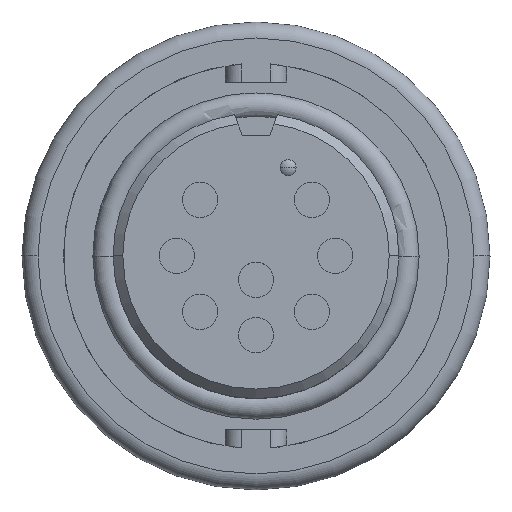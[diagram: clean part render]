
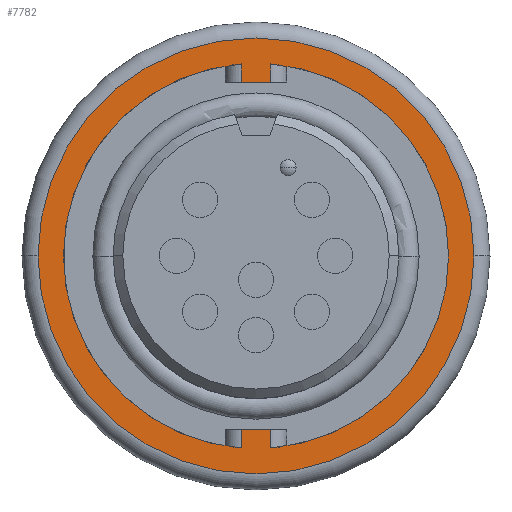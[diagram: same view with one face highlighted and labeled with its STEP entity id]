
A CAD part, top view. The second image highlights one B-rep face of the part: STEP entity #7782.
In plain terms, the highlighted planar face has unit normal (0, 0, 1).
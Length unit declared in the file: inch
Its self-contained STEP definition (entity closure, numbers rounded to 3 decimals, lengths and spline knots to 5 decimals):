
#36 = DIRECTION ( 'NONE',  ( 0., 0., 1. ) ) ;
#54 = PLANE ( 'NONE',  #9335 ) ;
#333 = FACE_BOUND ( 'NONE', #12153, .T. ) ;
#556 = ORIENTED_EDGE ( 'NONE', *, *, #10377, .F. ) ;
#614 = CIRCLE ( 'NONE', #3632, 0.36 ) ;
#649 = CARTESIAN_POINT ( 'NONE',  ( 0.4075, 0., -0.12776 ) ) ;
#667 = DIRECTION ( 'NONE',  ( 1., 0., 0. ) ) ;
#690 = CARTESIAN_POINT ( 'NONE',  ( 0.0275, -0.325, -0.12776 ) ) ;
#759 = DIRECTION ( 'NONE',  ( 0., 1., 0. ) ) ;
#777 = CIRCLE ( 'NONE', #8757, 0.36 ) ;
#942 = DIRECTION ( 'NONE',  ( 0., -1., 0. ) ) ;
#972 = EDGE_CURVE ( 'NONE', #12950, #3941, #8789, .T. ) ;
#1058 = DIRECTION ( 'NONE',  ( 0., 0., 1. ) ) ;
#1060 = VERTEX_POINT ( 'NONE', #4843 ) ;
#1238 = VECTOR ( 'NONE', #3978, 39.37008 ) ;
#1406 = ORIENTED_EDGE ( 'NONE', *, *, #6723, .T. ) ;
#1552 = LINE ( 'NONE', #12975, #1238 ) ;
#1643 = VERTEX_POINT ( 'NONE', #5249 ) ;
#1693 = CARTESIAN_POINT ( 'NONE',  ( -0.0275, 0.375, -0.12776 ) ) ;
#1821 = VECTOR ( 'NONE', #4380, 39.37008 ) ;
#2136 = DIRECTION ( 'NONE',  ( 0., 0., 1. ) ) ;
#2149 = VERTEX_POINT ( 'NONE', #4799 ) ;
#2664 = VERTEX_POINT ( 'NONE', #9616 ) ;
#2732 = CARTESIAN_POINT ( 'NONE',  ( -0.0275, -0.375, -0.12776 ) ) ;
#3030 = ORIENTED_EDGE ( 'NONE', *, *, #972, .T. ) ;
#3128 = CARTESIAN_POINT ( 'NONE',  ( 0., 0., -0.12776 ) ) ;
#3333 = EDGE_CURVE ( 'NONE', #9251, #1643, #614, .T. ) ;
#3632 = AXIS2_PLACEMENT_3D ( 'NONE', #8138, #2136, #9162 ) ;
#3768 = VECTOR ( 'NONE', #759, 39.37008 ) ;
#3941 = VERTEX_POINT ( 'NONE', #5607 ) ;
#3978 = DIRECTION ( 'NONE',  ( 1., 0., 0. ) ) ;
#4039 = ORIENTED_EDGE ( 'NONE', *, *, #3333, .F. ) ;
#4052 = DIRECTION ( 'NONE',  ( 0., 1., 0. ) ) ;
#4125 = DIRECTION ( 'NONE',  ( 1., 0., 0. ) ) ;
#4380 = DIRECTION ( 'NONE',  ( -1., 0., 0. ) ) ;
#4392 = VERTEX_POINT ( 'NONE', #8322 ) ;
#4694 = AXIS2_PLACEMENT_3D ( 'NONE', #12654, #6672, #667 ) ;
#4799 = CARTESIAN_POINT ( 'NONE',  ( -0.0275, 0.35895, -0.12776 ) ) ;
#4843 = CARTESIAN_POINT ( 'NONE',  ( -0.0275, 0.325, -0.12776 ) ) ;
#4950 = DIRECTION ( 'NONE',  ( 0., 0., 1. ) ) ;
#5072 = DIRECTION ( 'NONE',  ( 0., -1., 0. ) ) ;
#5131 = CARTESIAN_POINT ( 'NONE',  ( 0.0275, -0.35895, -0.12776 ) ) ;
#5249 = CARTESIAN_POINT ( 'NONE',  ( 0.36, 0., -0.12776 ) ) ;
#5607 = CARTESIAN_POINT ( 'NONE',  ( -0.4075, 0., -0.12776 ) ) ;
#5869 = ORIENTED_EDGE ( 'NONE', *, *, #11793, .F. ) ;
#5957 = FACE_OUTER_BOUND ( 'NONE', #7946, .T. ) ;
#6018 = CARTESIAN_POINT ( 'NONE',  ( 0., 0., -0.12776 ) ) ;
#6024 = CARTESIAN_POINT ( 'NONE',  ( 0.0275, 0.375, -0.12776 ) ) ;
#6029 = VECTOR ( 'NONE', #942, 39.37008 ) ;
#6048 = CARTESIAN_POINT ( 'NONE',  ( 0.0275, -0.375, -0.12776 ) ) ;
#6129 = AXIS2_PLACEMENT_3D ( 'NONE', #6018, #36, #7034 ) ;
#6542 = EDGE_CURVE ( 'NONE', #9251, #11607, #8729, .T. ) ;
#6672 = DIRECTION ( 'NONE',  ( 0., 0., 1. ) ) ;
#6723 = EDGE_CURVE ( 'NONE', #11607, #4392, #9508, .T. ) ;
#6968 = CARTESIAN_POINT ( 'NONE',  ( 0., 0., -0.12776 ) ) ;
#7034 = DIRECTION ( 'NONE',  ( 1., 0., 0. ) ) ;
#7047 = LINE ( 'NONE', #2732, #3768 ) ;
#7234 = ORIENTED_EDGE ( 'NONE', *, *, #7437, .T. ) ;
#7437 = EDGE_CURVE ( 'NONE', #2149, #1060, #11354, .T. ) ;
#7782 = ADVANCED_FACE ( 'NONE', ( #333, #5957 ), #54, .T. ) ;
#7946 = EDGE_LOOP ( 'NONE', ( #3030, #12128 ) ) ;
#8068 = DIRECTION ( 'NONE',  ( 1., 0., 0. ) ) ;
#8138 = CARTESIAN_POINT ( 'NONE',  ( 0., 0., -0.12776 ) ) ;
#8322 = CARTESIAN_POINT ( 'NONE',  ( -0.0275, -0.325, -0.12776 ) ) ;
#8362 = EDGE_CURVE ( 'NONE', #3941, #12950, #10202, .T. ) ;
#8412 = VECTOR ( 'NONE', #4052, 39.37008 ) ;
#8729 = LINE ( 'NONE', #6048, #8412 ) ;
#8757 = AXIS2_PLACEMENT_3D ( 'NONE', #3128, #10136, #4125 ) ;
#8789 = CIRCLE ( 'NONE', #4694, 0.4075 ) ;
#8804 = CARTESIAN_POINT ( 'NONE',  ( -0.0275, -0.35895, -0.12776 ) ) ;
#8913 = LINE ( 'NONE', #6024, #11246 ) ;
#9109 = EDGE_CURVE ( 'NONE', #11006, #4392, #7047, .T. ) ;
#9110 = ORIENTED_EDGE ( 'NONE', *, *, #9109, .F. ) ;
#9162 = DIRECTION ( 'NONE',  ( 1., 0., 0. ) ) ;
#9220 = EDGE_CURVE ( 'NONE', #2149, #11006, #777, .T. ) ;
#9251 = VERTEX_POINT ( 'NONE', #5131 ) ;
#9335 = AXIS2_PLACEMENT_3D ( 'NONE', #6968, #1058, #8068 ) ;
#9508 = LINE ( 'NONE', #10393, #1821 ) ;
#9616 = CARTESIAN_POINT ( 'NONE',  ( 0.0275, 0.35895, -0.12776 ) ) ;
#9626 = ORIENTED_EDGE ( 'NONE', *, *, #6542, .T. ) ;
#9643 = EDGE_CURVE ( 'NONE', #1060, #9839, #1552, .T. ) ;
#9839 = VERTEX_POINT ( 'NONE', #10637 ) ;
#10136 = DIRECTION ( 'NONE',  ( 0., 0., 1. ) ) ;
#10202 = CIRCLE ( 'NONE', #6129, 0.4075 ) ;
#10248 = ORIENTED_EDGE ( 'NONE', *, *, #9220, .F. ) ;
#10377 = EDGE_CURVE ( 'NONE', #1643, #2664, #10800, .T. ) ;
#10393 = CARTESIAN_POINT ( 'NONE',  ( 0.0275, -0.325, -0.12776 ) ) ;
#10637 = CARTESIAN_POINT ( 'NONE',  ( 0.0275, 0.325, -0.12776 ) ) ;
#10800 = CIRCLE ( 'NONE', #12004, 0.36 ) ;
#10948 = CARTESIAN_POINT ( 'NONE',  ( 0., 0., -0.12776 ) ) ;
#11006 = VERTEX_POINT ( 'NONE', #8804 ) ;
#11246 = VECTOR ( 'NONE', #5072, 39.37008 ) ;
#11354 = LINE ( 'NONE', #1693, #6029 ) ;
#11607 = VERTEX_POINT ( 'NONE', #690 ) ;
#11793 = EDGE_CURVE ( 'NONE', #2664, #9839, #8913, .T. ) ;
#11937 = DIRECTION ( 'NONE',  ( 1., 0., 0. ) ) ;
#12004 = AXIS2_PLACEMENT_3D ( 'NONE', #10948, #4950, #11937 ) ;
#12061 = ORIENTED_EDGE ( 'NONE', *, *, #9643, .T. ) ;
#12128 = ORIENTED_EDGE ( 'NONE', *, *, #8362, .T. ) ;
#12153 = EDGE_LOOP ( 'NONE', ( #4039, #9626, #1406, #9110, #10248, #7234, #12061, #5869, #556 ) ) ;
#12654 = CARTESIAN_POINT ( 'NONE',  ( 0., 0., -0.12776 ) ) ;
#12950 = VERTEX_POINT ( 'NONE', #649 ) ;
#12975 = CARTESIAN_POINT ( 'NONE',  ( -0.0275, 0.325, -0.12776 ) ) ;
